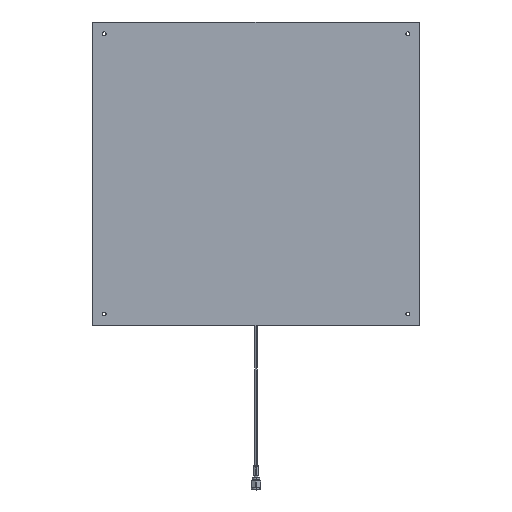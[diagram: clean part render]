
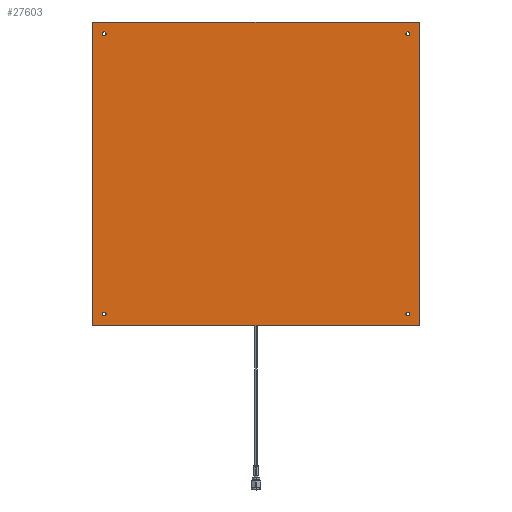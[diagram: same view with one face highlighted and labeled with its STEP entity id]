
A CAD part, top view. The second image highlights one B-rep face of the part: STEP entity #27603.
In plain terms, the highlighted face is planar.
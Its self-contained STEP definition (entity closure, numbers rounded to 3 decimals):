
#1372 = ORIENTED_EDGE ( 'NONE', *, *, #78865, .T. ) ;
#1690 = CARTESIAN_POINT ( 'NONE',  ( -128.4, 121., -3. ) ) ;
#2008 = DIRECTION ( 'NONE',  ( 0., 0., 1. ) ) ;
#2658 = CARTESIAN_POINT ( 'NONE',  ( 130., -119., -3. ) ) ;
#3896 = EDGE_LOOP ( 'NONE', ( #9469, #64048 ) ) ;
#4015 = DIRECTION ( 'NONE',  ( 0., 0., 1. ) ) ;
#4280 = CARTESIAN_POINT ( 'NONE',  ( -130., 121., -3. ) ) ;
#4650 = ORIENTED_EDGE ( 'NONE', *, *, #59078, .T. ) ;
#4920 = DIRECTION ( 'NONE',  ( 1., 0., 0. ) ) ;
#5811 = AXIS2_PLACEMENT_3D ( 'NONE', #65711, #2008, #37655 ) ;
#7805 = VERTEX_POINT ( 'NONE', #16775 ) ;
#9469 = ORIENTED_EDGE ( 'NONE', *, *, #12098, .T. ) ;
#10989 = CARTESIAN_POINT ( 'NONE',  ( 140., -129., -3. ) ) ;
#12098 = EDGE_CURVE ( 'NONE', #46180, #52814, #66462, .T. ) ;
#12963 = LINE ( 'NONE', #21122, #79925 ) ;
#13169 = ORIENTED_EDGE ( 'NONE', *, *, #109514, .T. ) ;
#13829 = CIRCLE ( 'NONE', #114871, 1.6 ) ;
#14493 = DIRECTION ( 'NONE',  ( 1., 0., 0. ) ) ;
#15842 = EDGE_CURVE ( 'NONE', #17324, #113183, #94686, .T. ) ;
#16775 = CARTESIAN_POINT ( 'NONE',  ( -140., -129., -3. ) ) ;
#17324 = VERTEX_POINT ( 'NONE', #93678 ) ;
#17679 = DIRECTION ( 'NONE',  ( 1., 0., 0. ) ) ;
#17911 = VERTEX_POINT ( 'NONE', #10989 ) ;
#18043 = AXIS2_PLACEMENT_3D ( 'NONE', #2658, #74562, #22446 ) ;
#21122 = CARTESIAN_POINT ( 'NONE',  ( -140., -129., -3. ) ) ;
#21687 = DIRECTION ( 'NONE',  ( 1., 0., 0. ) ) ;
#22446 = DIRECTION ( 'NONE',  ( 1., 0., 0. ) ) ;
#22475 = CIRCLE ( 'NONE', #85943, 1.6 ) ;
#22908 = DIRECTION ( 'NONE',  ( 1., 0., 0. ) ) ;
#23053 = ORIENTED_EDGE ( 'NONE', *, *, #79472, .F. ) ;
#24023 = CARTESIAN_POINT ( 'NONE',  ( -131.6, -119., -3. ) ) ;
#24177 = CIRCLE ( 'NONE', #102673, 1.6 ) ;
#24568 = CARTESIAN_POINT ( 'NONE',  ( 131.6, 121., -3. ) ) ;
#25258 = EDGE_CURVE ( 'NONE', #27558, #57871, #22475, .T. ) ;
#26173 = CARTESIAN_POINT ( 'NONE',  ( 140., 131., -3. ) ) ;
#26413 = DIRECTION ( 'NONE',  ( 0., 0., 1. ) ) ;
#26857 = DIRECTION ( 'NONE',  ( 1., 0., 0. ) ) ;
#27558 = VERTEX_POINT ( 'NONE', #83244 ) ;
#27603 = ADVANCED_FACE ( 'NONE', ( #99645, #29421, #46997, #100214, #65136 ), #74483, .F. ) ;
#28156 = ORIENTED_EDGE ( 'NONE', *, *, #112640, .F. ) ;
#29421 = FACE_BOUND ( 'NONE', #92553, .T. ) ;
#33865 = CARTESIAN_POINT ( 'NONE',  ( -140., 131., -3. ) ) ;
#34078 = DIRECTION ( 'NONE',  ( 0., 1., 0. ) ) ;
#35083 = CARTESIAN_POINT ( 'NONE',  ( -140., 131., -3. ) ) ;
#35597 = ORIENTED_EDGE ( 'NONE', *, *, #62158, .T. ) ;
#37655 = DIRECTION ( 'NONE',  ( 1., 0., 0. ) ) ;
#40349 = AXIS2_PLACEMENT_3D ( 'NONE', #67453, #113610, #4920 ) ;
#40650 = VECTOR ( 'NONE', #69516, 1000. ) ;
#41770 = ORIENTED_EDGE ( 'NONE', *, *, #89460, .F. ) ;
#42239 = VERTEX_POINT ( 'NONE', #35083 ) ;
#46180 = VERTEX_POINT ( 'NONE', #100631 ) ;
#46997 = FACE_BOUND ( 'NONE', #79715, .T. ) ;
#47005 = DIRECTION ( 'NONE',  ( -1., 0., 0. ) ) ;
#48441 = CARTESIAN_POINT ( 'NONE',  ( 130., 121., -3. ) ) ;
#49299 = AXIS2_PLACEMENT_3D ( 'NONE', #70898, #26413, #17679 ) ;
#52814 = VERTEX_POINT ( 'NONE', #24023 ) ;
#54002 = DIRECTION ( 'NONE',  ( 0., 0., 1. ) ) ;
#55177 = CIRCLE ( 'NONE', #90645, 1.6 ) ;
#55394 = CARTESIAN_POINT ( 'NONE',  ( -130., 121., -3. ) ) ;
#57496 = AXIS2_PLACEMENT_3D ( 'NONE', #78990, #87751, #26857 ) ;
#57871 = VERTEX_POINT ( 'NONE', #24568 ) ;
#59078 = EDGE_CURVE ( 'NONE', #57871, #27558, #55177, .T. ) ;
#62158 = EDGE_CURVE ( 'NONE', #97301, #79371, #13829, .T. ) ;
#62605 = VECTOR ( 'NONE', #34078, 1000. ) ;
#64048 = ORIENTED_EDGE ( 'NONE', *, *, #70111, .T. ) ;
#65136 = FACE_OUTER_BOUND ( 'NONE', #75725, .T. ) ;
#65711 = CARTESIAN_POINT ( 'NONE',  ( -130., -119., -3. ) ) ;
#65934 = EDGE_LOOP ( 'NONE', ( #4650, #95298 ) ) ;
#66462 = CIRCLE ( 'NONE', #40349, 1.6 ) ;
#67453 = CARTESIAN_POINT ( 'NONE',  ( -130., -119., -3. ) ) ;
#69516 = DIRECTION ( 'NONE',  ( 0., -1., 0. ) ) ;
#69830 = CIRCLE ( 'NONE', #49299, 1.6 ) ;
#70111 = EDGE_CURVE ( 'NONE', #52814, #46180, #74342, .T. ) ;
#70898 = CARTESIAN_POINT ( 'NONE',  ( 130., -119., -3. ) ) ;
#74342 = CIRCLE ( 'NONE', #57496, 1.6 ) ;
#74483 = PLANE ( 'NONE',  #5811 ) ;
#74562 = DIRECTION ( 'NONE',  ( 0., 0., 1. ) ) ;
#75725 = EDGE_LOOP ( 'NONE', ( #23053, #28156, #90906, #41770 ) ) ;
#78545 = LINE ( 'NONE', #114168, #62605 ) ;
#78865 = EDGE_CURVE ( 'NONE', #79371, #97301, #24177, .T. ) ;
#78990 = CARTESIAN_POINT ( 'NONE',  ( -130., -119., -3. ) ) ;
#79177 = CARTESIAN_POINT ( 'NONE',  ( 130., 121., -3. ) ) ;
#79371 = VERTEX_POINT ( 'NONE', #88292 ) ;
#79472 = EDGE_CURVE ( 'NONE', #87600, #42239, #95185, .T. ) ;
#79715 = EDGE_LOOP ( 'NONE', ( #35597, #1372 ) ) ;
#79925 = VECTOR ( 'NONE', #21687, 1000. ) ;
#81719 = DIRECTION ( 'NONE',  ( 1., 0., 0. ) ) ;
#83244 = CARTESIAN_POINT ( 'NONE',  ( 128.4, 121., -3. ) ) ;
#83852 = EDGE_CURVE ( 'NONE', #7805, #17911, #12963, .T. ) ;
#85943 = AXIS2_PLACEMENT_3D ( 'NONE', #79177, #54002, #115365 ) ;
#87600 = VERTEX_POINT ( 'NONE', #26173 ) ;
#87751 = DIRECTION ( 'NONE',  ( 0., 0., 1. ) ) ;
#88292 = CARTESIAN_POINT ( 'NONE',  ( -131.6, 121., -3. ) ) ;
#89460 = EDGE_CURVE ( 'NONE', #42239, #7805, #113368, .T. ) ;
#90645 = AXIS2_PLACEMENT_3D ( 'NONE', #48441, #4015, #14493 ) ;
#90906 = ORIENTED_EDGE ( 'NONE', *, *, #83852, .F. ) ;
#92553 = EDGE_LOOP ( 'NONE', ( #13169, #110242 ) ) ;
#93678 = CARTESIAN_POINT ( 'NONE',  ( 128.4, -119., -3. ) ) ;
#93738 = DIRECTION ( 'NONE',  ( 0., 0., 1. ) ) ;
#94686 = CIRCLE ( 'NONE', #18043, 1.6 ) ;
#95185 = LINE ( 'NONE', #96924, #97121 ) ;
#95298 = ORIENTED_EDGE ( 'NONE', *, *, #25258, .T. ) ;
#96815 = CARTESIAN_POINT ( 'NONE',  ( 131.6, -119., -3. ) ) ;
#96924 = CARTESIAN_POINT ( 'NONE',  ( 140., 131., -3. ) ) ;
#97121 = VECTOR ( 'NONE', #47005, 1000. ) ;
#97301 = VERTEX_POINT ( 'NONE', #1690 ) ;
#99645 = FACE_BOUND ( 'NONE', #65934, .T. ) ;
#100214 = FACE_BOUND ( 'NONE', #3896, .T. ) ;
#100631 = CARTESIAN_POINT ( 'NONE',  ( -128.4, -119., -3. ) ) ;
#102080 = DIRECTION ( 'NONE',  ( 0., 0., 1. ) ) ;
#102673 = AXIS2_PLACEMENT_3D ( 'NONE', #4280, #93738, #22908 ) ;
#109514 = EDGE_CURVE ( 'NONE', #113183, #17324, #69830, .T. ) ;
#110242 = ORIENTED_EDGE ( 'NONE', *, *, #15842, .T. ) ;
#112640 = EDGE_CURVE ( 'NONE', #17911, #87600, #78545, .T. ) ;
#113183 = VERTEX_POINT ( 'NONE', #96815 ) ;
#113368 = LINE ( 'NONE', #33865, #40650 ) ;
#113610 = DIRECTION ( 'NONE',  ( 0., 0., 1. ) ) ;
#114168 = CARTESIAN_POINT ( 'NONE',  ( 140., -129., -3. ) ) ;
#114871 = AXIS2_PLACEMENT_3D ( 'NONE', #55394, #102080, #81719 ) ;
#115365 = DIRECTION ( 'NONE',  ( 1., 0., 0. ) ) ;
